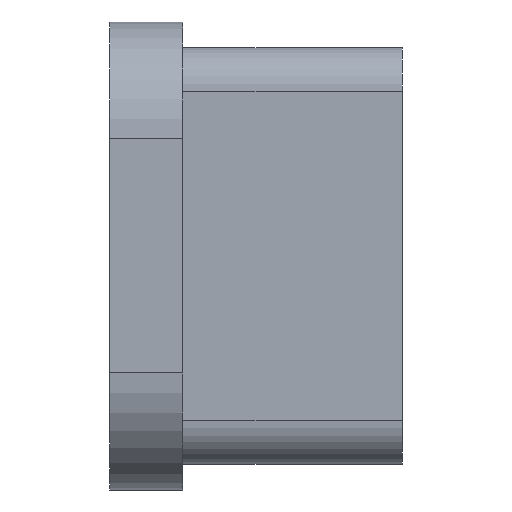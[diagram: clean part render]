
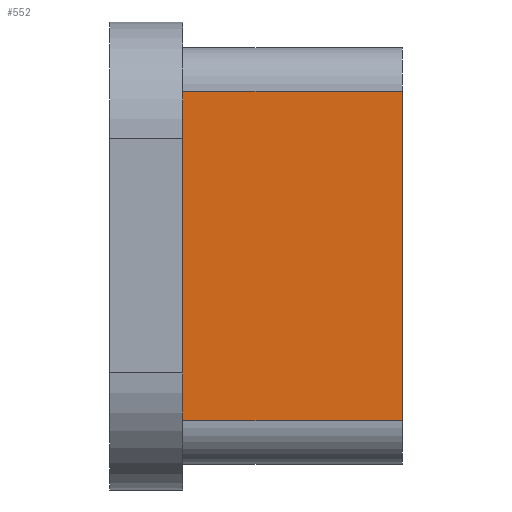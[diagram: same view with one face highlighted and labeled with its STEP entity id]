
A CAD part, left-side view. The second image highlights one B-rep face of the part: STEP entity #552.
In plain terms, the highlighted planar face has unit normal (-1, 0, 0).
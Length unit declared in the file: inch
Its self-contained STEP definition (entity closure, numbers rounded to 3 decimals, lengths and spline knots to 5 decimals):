
#60=FACE_OUTER_BOUND('',#90,.T.);
#90=EDGE_LOOP('',(#449,#450,#451,#452));
#119=LINE('',#814,#181);
#138=LINE('',#859,#200);
#147=LINE('',#882,#209);
#148=LINE('',#885,#210);
#181=VECTOR('',#652,0.3937);
#200=VECTOR('',#693,0.3937);
#209=VECTOR('',#718,0.3937);
#210=VECTOR('',#723,0.3937);
#239=VERTEX_POINT('',#810);
#241=VERTEX_POINT('',#813);
#256=VERTEX_POINT('',#857);
#262=VERTEX_POINT('',#881);
#296=EDGE_CURVE('',#239,#241,#119,.T.);
#319=EDGE_CURVE('',#256,#239,#138,.T.);
#330=EDGE_CURVE('',#241,#262,#147,.T.);
#332=EDGE_CURVE('',#262,#256,#148,.T.);
#449=ORIENTED_EDGE('',*,*,#319,.F.);
#450=ORIENTED_EDGE('',*,*,#332,.F.);
#451=ORIENTED_EDGE('',*,*,#330,.F.);
#452=ORIENTED_EDGE('',*,*,#296,.F.);
#527=PLANE('',#603);
#552=ADVANCED_FACE('',(#60),#527,.T.);
#603=AXIS2_PLACEMENT_3D('',#884,#721,#722);
#652=DIRECTION('',(0.,0.,-1.));
#693=DIRECTION('',(0.,-1.,0.));
#718=DIRECTION('',(0.,1.,0.));
#721=DIRECTION('center_axis',(-1.,0.,0.));
#722=DIRECTION('ref_axis',(0.,0.,-1.));
#723=DIRECTION('',(0.,0.,1.));
#810=CARTESIAN_POINT('',(-0.3095,-0.15,0.1125));
#813=CARTESIAN_POINT('',(-0.3095,-0.15,-0.1125));
#814=CARTESIAN_POINT('',(-0.3095,-0.15,-0.1425));
#857=CARTESIAN_POINT('',(-0.3095,0.,0.1125));
#859=CARTESIAN_POINT('',(-0.3095,0.,0.1125));
#881=CARTESIAN_POINT('',(-0.3095,0.,-0.1125));
#882=CARTESIAN_POINT('',(-0.3095,0.,-0.1125));
#884=CARTESIAN_POINT('Origin',(-0.3095,0.,0.1425));
#885=CARTESIAN_POINT('',(-0.3095,0.,0.07125));
